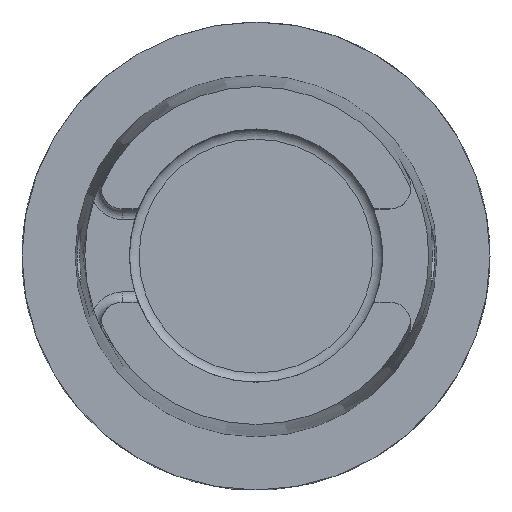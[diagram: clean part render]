
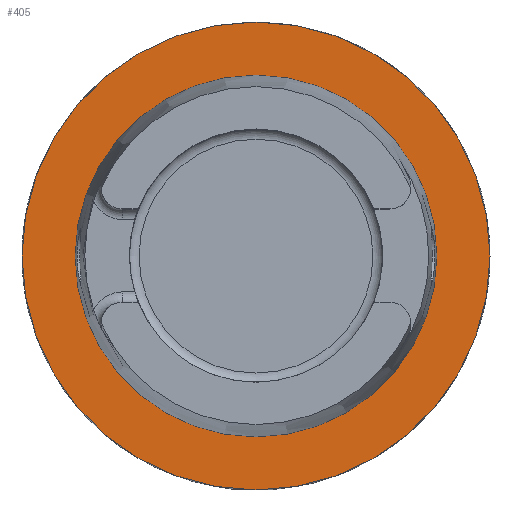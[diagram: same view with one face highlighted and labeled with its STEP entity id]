
A CAD part, top view. The second image highlights one B-rep face of the part: STEP entity #405.
In plain terms, the highlighted planar face has unit normal (0, 0, 1).
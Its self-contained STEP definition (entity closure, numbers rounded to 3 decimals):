
#63=PLANE('',#1397);
#164=CIRCLE('',#1360,31.47);
#182=CIRCLE('',#1395,24.321);
#405=ADVANCED_FACE('',(#483,#484),#63,.F.);
#483=FACE_BOUND('',#542,.T.);
#484=FACE_BOUND('',#543,.T.);
#542=EDGE_LOOP('',(#778));
#543=EDGE_LOOP('',(#779));
#778=ORIENTED_EDGE('',*,*,#1140,.F.);
#779=ORIENTED_EDGE('',*,*,#1216,.T.);
#1006=VERTEX_POINT('',#2240);
#1059=VERTEX_POINT('',#2535);
#1140=EDGE_CURVE('',#1006,#1006,#164,.T.);
#1216=EDGE_CURVE('',#1059,#1059,#182,.T.);
#1360=AXIS2_PLACEMENT_3D('',#2239,#1563,#1564);
#1395=AXIS2_PLACEMENT_3D('',#2534,#1671,#1672);
#1397=AXIS2_PLACEMENT_3D('',#2537,#1675,#1676);
#1563=DIRECTION('',(0.,0.,-1.));
#1564=DIRECTION('',(1.,0.,0.));
#1671=DIRECTION('',(0.,0.,-1.));
#1672=DIRECTION('',(1.,0.,0.));
#1675=DIRECTION('',(0.,0.,-1.));
#1676=DIRECTION('',(1.,0.,0.));
#2239=CARTESIAN_POINT('',(0.,0.,0.));
#2240=CARTESIAN_POINT('',(31.47,0.,0.));
#2534=CARTESIAN_POINT('',(0.,0.,0.));
#2535=CARTESIAN_POINT('',(24.321,0.,0.));
#2537=CARTESIAN_POINT('',(0.,-25.43,0.));
